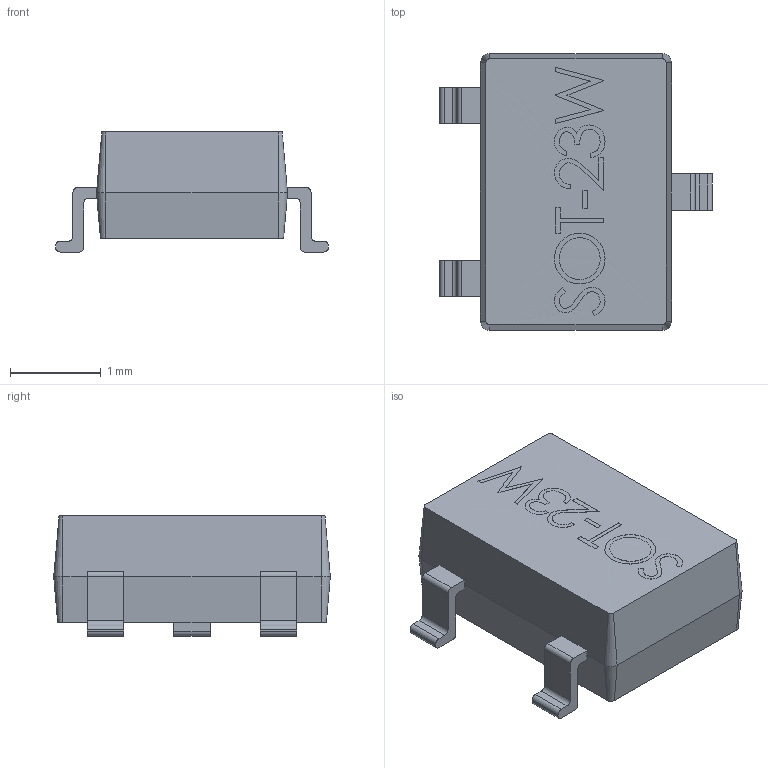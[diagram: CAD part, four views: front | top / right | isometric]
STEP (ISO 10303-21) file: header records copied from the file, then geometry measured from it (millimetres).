
FILE_DESCRIPTION(('FreeCAD Model'),'2;1');
FILE_NAME('SOT-23W.step' ,'2017-11-04T11:09:12',('kicad StepUp'),('ksu MCAD'), 'Open CASCADE STEP processor 6.8','FreeCAD','Unknown');
FILE_SCHEMA(('AUTOMOTIVE_DESIGN_CC2 { 1 2 10303 214 -1 1 5 4 }'));
Length unit declared in the file: millimetre
Products named in the file (1): SOT-23W
Bounding box: 3 x 3.04 x 1.32 mm (x, y, z)
Volume: 7.3 mm3; surface area: 26.5 mm2
Topology: 1 solids, 1 shells, 150 faces, 377 edges, 237 vertices
Faces by surface type: plane 81, bspline 43, cylinder 18, cone 8
Entity records: 7791 total; most frequent: CARTESIAN_POINT 3408, ORIENTED_EDGE 754, DIRECTION 555, EDGE_CURVE 377, LINE 243, VECTOR 243, VERTEX_POINT 237, FACE_BOUND 158
